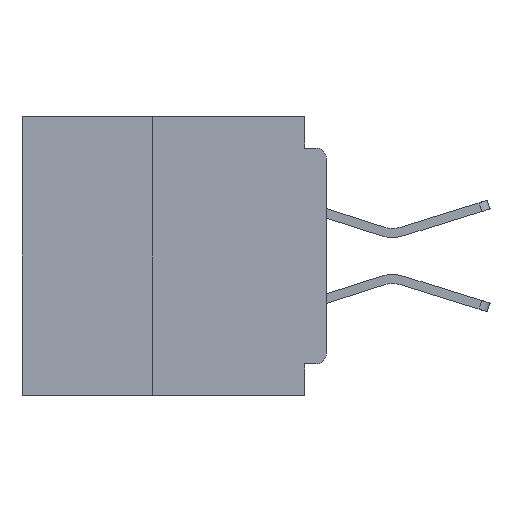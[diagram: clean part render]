
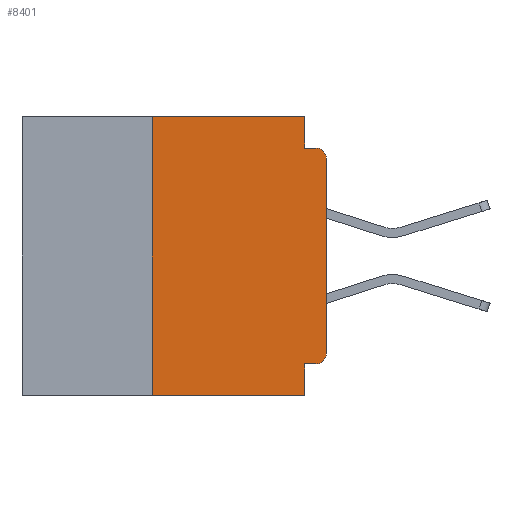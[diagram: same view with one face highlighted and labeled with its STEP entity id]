
A CAD part, left-side view. The second image highlights one B-rep face of the part: STEP entity #8401.
In plain terms, the highlighted planar face has unit normal (-1, 0, 0).
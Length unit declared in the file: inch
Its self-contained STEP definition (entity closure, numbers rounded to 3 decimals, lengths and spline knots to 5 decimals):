
#490 = CARTESIAN_POINT ( 'NONE',  ( 0., 0.031, -0.4 ) ) ;
#576 = CARTESIAN_POINT ( 'NONE',  ( 0., 0.031, -0.355 ) ) ;
#1095 = DIRECTION ( 'NONE',  ( 0., 1., 0. ) ) ;
#2110 = CARTESIAN_POINT ( 'NONE',  ( 0., 0.031, 0. ) ) ;
#2642 = CARTESIAN_POINT ( 'NONE',  ( 0., 0.25, -0.4 ) ) ;
#3349 = DIRECTION ( 'NONE',  ( 0., 0., 1. ) ) ;
#3844 = VERTEX_POINT ( 'NONE', #8100 ) ;
#4090 = VECTOR ( 'NONE', #6770, 39.37008 ) ;
#4411 = ORIENTED_EDGE ( 'NONE', *, *, #21471, .F. ) ;
#4681 = VERTEX_POINT ( 'NONE', #490 ) ;
#5279 = FACE_OUTER_BOUND ( 'NONE', #14279, .T. ) ;
#5522 = VERTEX_POINT ( 'NONE', #36211 ) ;
#5544 = DIRECTION ( 'NONE',  ( 0., 0., 1. ) ) ;
#5769 = AXIS2_PLACEMENT_3D ( 'NONE', #15562, #35503, #18412 ) ;
#6116 = CARTESIAN_POINT ( 'NONE',  ( 0., 0., 0. ) ) ;
#6770 = DIRECTION ( 'NONE',  ( 0., 0., -1. ) ) ;
#6971 = DIRECTION ( 'NONE',  ( 0., -1., 0. ) ) ;
#7151 = DIRECTION ( 'NONE',  ( 0., 0., -1. ) ) ;
#7565 = CARTESIAN_POINT ( 'NONE',  ( 0., 0.015, -0.355 ) ) ;
#7864 = VERTEX_POINT ( 'NONE', #7565 ) ;
#8100 = CARTESIAN_POINT ( 'NONE',  ( 0., 0.031, -0.045 ) ) ;
#8209 = VERTEX_POINT ( 'NONE', #29044 ) ;
#8364 = DIRECTION ( 'NONE',  ( 0., -1., 0. ) ) ;
#8401 = ADVANCED_FACE ( 'NONE', ( #5279 ), #18426, .F. ) ;
#8864 = VERTEX_POINT ( 'NONE', #576 ) ;
#9363 = LINE ( 'NONE', #24030, #16125 ) ;
#9478 = DIRECTION ( 'NONE',  ( -1., 0., 0. ) ) ;
#10872 = DIRECTION ( 'NONE',  ( 0., 0., -1. ) ) ;
#11197 = ORIENTED_EDGE ( 'NONE', *, *, #17734, .F. ) ;
#11515 = ORIENTED_EDGE ( 'NONE', *, *, #24066, .F. ) ;
#11750 = LINE ( 'NONE', #15324, #4090 ) ;
#12509 = CARTESIAN_POINT ( 'NONE',  ( 0., 0., -0.355 ) ) ;
#13033 = AXIS2_PLACEMENT_3D ( 'NONE', #21433, #24312, #7151 ) ;
#13760 = EDGE_CURVE ( 'NONE', #7864, #28342, #32723, .T. ) ;
#14139 = CARTESIAN_POINT ( 'NONE',  ( 0., 0., -0.34 ) ) ;
#14279 = EDGE_LOOP ( 'NONE', ( #22665, #18445, #11197, #17039, #16913, #11515, #27113, #4411, #22569, #25501 ) ) ;
#15269 = VERTEX_POINT ( 'NONE', #36103 ) ;
#15324 = CARTESIAN_POINT ( 'NONE',  ( 0., 0.031, 0. ) ) ;
#15562 = CARTESIAN_POINT ( 'NONE',  ( 0., 0.015, -0.06 ) ) ;
#16125 = VECTOR ( 'NONE', #6971, 39.37008 ) ;
#16246 = EDGE_CURVE ( 'NONE', #8209, #15269, #32989, .T. ) ;
#16913 = ORIENTED_EDGE ( 'NONE', *, *, #23349, .F. ) ;
#17039 = ORIENTED_EDGE ( 'NONE', *, *, #30916, .F. ) ;
#17136 = VECTOR ( 'NONE', #1095, 39.37008 ) ;
#17734 = EDGE_CURVE ( 'NONE', #3844, #15269, #27122, .T. ) ;
#18412 = DIRECTION ( 'NONE',  ( 0., 0., -1. ) ) ;
#18426 = PLANE ( 'NONE',  #13033 ) ;
#18445 = ORIENTED_EDGE ( 'NONE', *, *, #16246, .T. ) ;
#19518 = CARTESIAN_POINT ( 'NONE',  ( 0., 0.031, -0.4 ) ) ;
#19759 = VECTOR ( 'NONE', #8364, 39.37008 ) ;
#19944 = CARTESIAN_POINT ( 'NONE',  ( 0., 0., -0.045 ) ) ;
#20156 = VECTOR ( 'NONE', #5544, 39.37008 ) ;
#20367 = LINE ( 'NONE', #19518, #27087 ) ;
#20659 = VERTEX_POINT ( 'NONE', #2110 ) ;
#21433 = CARTESIAN_POINT ( 'NONE',  ( 0., 0.437, 0. ) ) ;
#21471 = EDGE_CURVE ( 'NONE', #8864, #4681, #20367, .T. ) ;
#21947 = LINE ( 'NONE', #2642, #20156 ) ;
#22569 = ORIENTED_EDGE ( 'NONE', *, *, #37023, .F. ) ;
#22665 = ORIENTED_EDGE ( 'NONE', *, *, #22849, .T. ) ;
#22818 = DIRECTION ( 'NONE',  ( 0., -1., 0. ) ) ;
#22849 = EDGE_CURVE ( 'NONE', #28342, #8209, #31877, .T. ) ;
#23349 = EDGE_CURVE ( 'NONE', #35872, #20659, #27361, .T. ) ;
#23734 = AXIS2_PLACEMENT_3D ( 'NONE', #26637, #9478, #29484 ) ;
#24030 = CARTESIAN_POINT ( 'NONE',  ( 0., 0.437, -0.4 ) ) ;
#24066 = EDGE_CURVE ( 'NONE', #5522, #35872, #21947, .T. ) ;
#24312 = DIRECTION ( 'NONE',  ( 1., 0., 0. ) ) ;
#24387 = EDGE_CURVE ( 'NONE', #5522, #4681, #9363, .T. ) ;
#24748 = LINE ( 'NONE', #12509, #17136 ) ;
#25501 = ORIENTED_EDGE ( 'NONE', *, *, #13760, .T. ) ;
#26220 = VECTOR ( 'NONE', #22818, 39.37008 ) ;
#26637 = CARTESIAN_POINT ( 'NONE',  ( 0., 0.015, -0.34 ) ) ;
#27087 = VECTOR ( 'NONE', #10872, 39.37008 ) ;
#27113 = ORIENTED_EDGE ( 'NONE', *, *, #24387, .T. ) ;
#27122 = LINE ( 'NONE', #19944, #26220 ) ;
#27361 = LINE ( 'NONE', #28260, #19759 ) ;
#28260 = CARTESIAN_POINT ( 'NONE',  ( 0., 0.437, 0. ) ) ;
#28342 = VERTEX_POINT ( 'NONE', #14139 ) ;
#29044 = CARTESIAN_POINT ( 'NONE',  ( 0., 0., -0.06 ) ) ;
#29162 = VECTOR ( 'NONE', #3349, 39.37008 ) ;
#29484 = DIRECTION ( 'NONE',  ( 0., 0., -1. ) ) ;
#30916 = EDGE_CURVE ( 'NONE', #20659, #3844, #11750, .T. ) ;
#31877 = LINE ( 'NONE', #6116, #29162 ) ;
#32723 = CIRCLE ( 'NONE', #23734, 0.015 ) ;
#32989 = CIRCLE ( 'NONE', #5769, 0.015 ) ;
#35097 = CARTESIAN_POINT ( 'NONE',  ( 0., 0.25, 0. ) ) ;
#35503 = DIRECTION ( 'NONE',  ( -1., 0., 0. ) ) ;
#35872 = VERTEX_POINT ( 'NONE', #35097 ) ;
#36103 = CARTESIAN_POINT ( 'NONE',  ( 0., 0.015, -0.045 ) ) ;
#36211 = CARTESIAN_POINT ( 'NONE',  ( 0., 0.25, -0.4 ) ) ;
#37023 = EDGE_CURVE ( 'NONE', #7864, #8864, #24748, .T. ) ;
